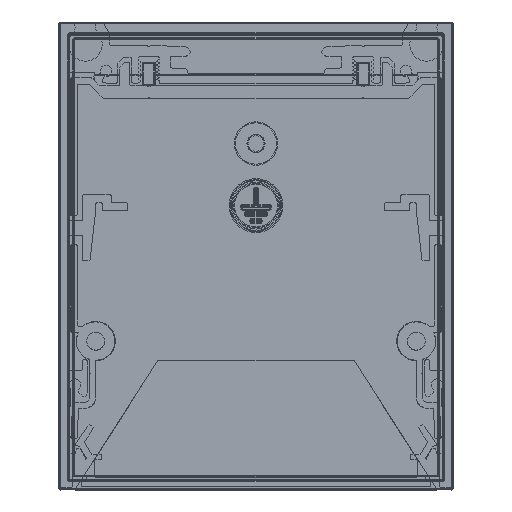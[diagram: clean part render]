
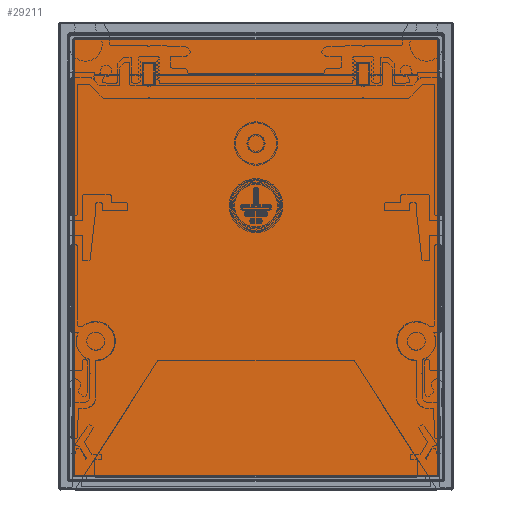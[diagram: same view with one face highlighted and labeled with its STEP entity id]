
A CAD part, front view. The second image highlights one B-rep face of the part: STEP entity #29211.
In plain terms, the highlighted planar face has unit normal (0, -1, 0).
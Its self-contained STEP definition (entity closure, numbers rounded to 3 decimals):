
#1448=PLANE('',#31680);
#2393=FACE_OUTER_BOUND('',#4189,.T.);
#4189=EDGE_LOOP('',(#21677,#21678,#21679,#21680,#21681,#21682,#21683,#21684));
#5930=CIRCLE('',#31681,0.001);
#5931=CIRCLE('',#31682,0.001);
#5932=CIRCLE('',#31683,0.001);
#5933=CIRCLE('',#31684,0.001);
#7993=LINE('',#49144,#10237);
#7994=LINE('',#49148,#10238);
#7995=LINE('',#49152,#10239);
#7996=LINE('',#49156,#10240);
#10237=VECTOR('',#37533,10.);
#10238=VECTOR('',#37536,10.);
#10239=VECTOR('',#37539,10.);
#10240=VECTOR('',#37542,10.);
#12674=VERTEX_POINT('',#49142);
#12675=VERTEX_POINT('',#49143);
#12676=VERTEX_POINT('',#49145);
#12677=VERTEX_POINT('',#49147);
#12678=VERTEX_POINT('',#49149);
#12679=VERTEX_POINT('',#49151);
#12680=VERTEX_POINT('',#49153);
#12681=VERTEX_POINT('',#49155);
#16078=EDGE_CURVE('',#12674,#12675,#7993,.T.);
#16079=EDGE_CURVE('',#12676,#12674,#5930,.T.);
#16080=EDGE_CURVE('',#12677,#12676,#7994,.T.);
#16081=EDGE_CURVE('',#12678,#12677,#5931,.T.);
#16082=EDGE_CURVE('',#12679,#12678,#7995,.T.);
#16083=EDGE_CURVE('',#12679,#12680,#5932,.T.);
#16084=EDGE_CURVE('',#12680,#12681,#7996,.T.);
#16085=EDGE_CURVE('',#12681,#12675,#5933,.T.);
#21677=ORIENTED_EDGE('',*,*,#16078,.F.);
#21678=ORIENTED_EDGE('',*,*,#16079,.F.);
#21679=ORIENTED_EDGE('',*,*,#16080,.F.);
#21680=ORIENTED_EDGE('',*,*,#16081,.F.);
#21681=ORIENTED_EDGE('',*,*,#16082,.F.);
#21682=ORIENTED_EDGE('',*,*,#16083,.T.);
#21683=ORIENTED_EDGE('',*,*,#16084,.T.);
#21684=ORIENTED_EDGE('',*,*,#16085,.T.);
#29211=ADVANCED_FACE('',(#2393),#1448,.F.);
#31680=AXIS2_PLACEMENT_3D('',#49141,#37531,#37532);
#31681=AXIS2_PLACEMENT_3D('',#49146,#37534,#37535);
#31682=AXIS2_PLACEMENT_3D('',#49150,#37537,#37538);
#31683=AXIS2_PLACEMENT_3D('',#49154,#37540,#37541);
#31684=AXIS2_PLACEMENT_3D('',#49157,#37543,#37544);
#37531=DIRECTION('center_axis',(0.,1.,0.));
#37532=DIRECTION('ref_axis',(1.,0.,0.));
#37533=DIRECTION('',(1.,0.,0.));
#37534=DIRECTION('center_axis',(0.,1.,0.));
#37535=DIRECTION('ref_axis',(-0.707,0.,0.707));
#37536=DIRECTION('',(0.,0.,1.));
#37537=DIRECTION('center_axis',(0.,1.,0.));
#37538=DIRECTION('ref_axis',(-0.707,0.,-0.707));
#37539=DIRECTION('',(-1.,0.,0.));
#37540=DIRECTION('center_axis',(0.,-1.,0.));
#37541=DIRECTION('ref_axis',(0.707,0.,-0.707));
#37542=DIRECTION('',(0.,0.,1.));
#37543=DIRECTION('center_axis',(0.,-1.,0.));
#37544=DIRECTION('ref_axis',(0.707,0.,0.707));
#49141=CARTESIAN_POINT('Origin',(0.,-705.5,-35.5));
#49142=CARTESIAN_POINT('',(-35.007,-705.5,6.508));
#49143=CARTESIAN_POINT('',(35.007,-705.5,6.508));
#49144=CARTESIAN_POINT('',(17.6,-705.5,6.508));
#49145=CARTESIAN_POINT('',(-35.008,-705.5,6.507));
#49146=CARTESIAN_POINT('Origin',(-35.007,-705.5,6.507));
#49147=CARTESIAN_POINT('',(-35.008,-705.5,-77.507));
#49148=CARTESIAN_POINT('',(-35.008,-705.5,-14.4));
#49149=CARTESIAN_POINT('',(-35.007,-705.5,-77.508));
#49150=CARTESIAN_POINT('Origin',(-35.007,-705.5,-77.507));
#49151=CARTESIAN_POINT('',(35.007,-705.5,-77.508));
#49152=CARTESIAN_POINT('',(-17.6,-705.5,-77.508));
#49153=CARTESIAN_POINT('',(35.008,-705.5,-77.507));
#49154=CARTESIAN_POINT('Origin',(35.007,-705.5,-77.507));
#49155=CARTESIAN_POINT('',(35.008,-705.5,6.507));
#49156=CARTESIAN_POINT('',(35.008,-705.5,-14.4));
#49157=CARTESIAN_POINT('Origin',(35.007,-705.5,6.507));
